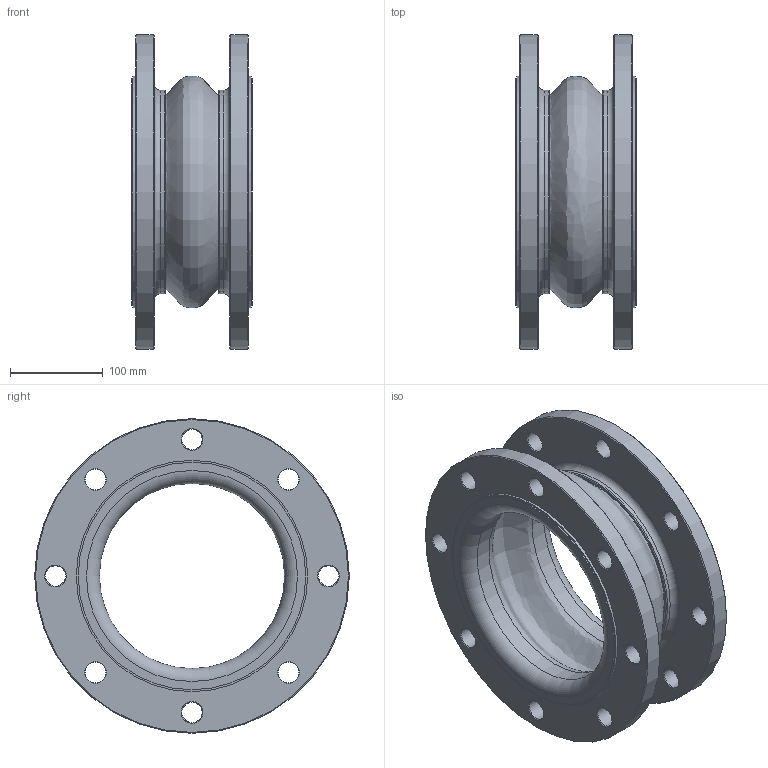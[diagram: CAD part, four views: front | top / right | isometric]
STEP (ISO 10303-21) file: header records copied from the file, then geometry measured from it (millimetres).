
FILE_DESCRIPTION(('HOOPS Exchange Step'),'2;1');
FILE_NAME('KP04_DN200_PN10.stp','2025-11-14T16:53:28+01:00',('nieru'),('Unknown organisation'),'HOOPS Exchange 2024.2','HOOPS Exchange','Unknown authorisation');
FILE_SCHEMA( ('AP203_CONFIGURATION_CONTROLLED_3D_DESIGN_OF_MECHANICAL_PARTS_AND_ASSEMBLIES_MIM_LF') );
Length unit declared in the file: millimetre
Products named in the file (2): 0; root
Assembly tree (1 placements, depth 2):
  root
    0
Bounding box: 130 x 340 x 340 mm (x, y, z)
Volume: 2685231.2 mm3; surface area: 610236.6 mm2
Topology: 3 solids, 3 shells, 100 faces, 234 edges, 152 vertices
Faces by surface type: bspline 28, cylinder 26, cone 20, plane 18, torus 8
Full cylindrical faces by diameter (mm): 22.002 x6, 22.003 x2, 200 x2, 210 x4, 220 x2, 226 x2, 246 x2, 250 x4, 340 x2
Entity records: 7236 total; most frequent: CARTESIAN_POINT 4925, ORIENTED_EDGE 468, DIRECTION 440, EDGE_CURVE 234, AXIS2_PLACEMENT_3D 197, VERTEX_POINT 152, EDGE_LOOP 150, FACE_BOUND 150
